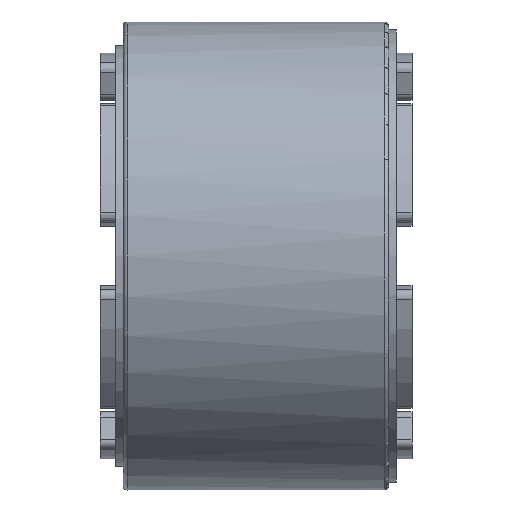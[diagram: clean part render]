
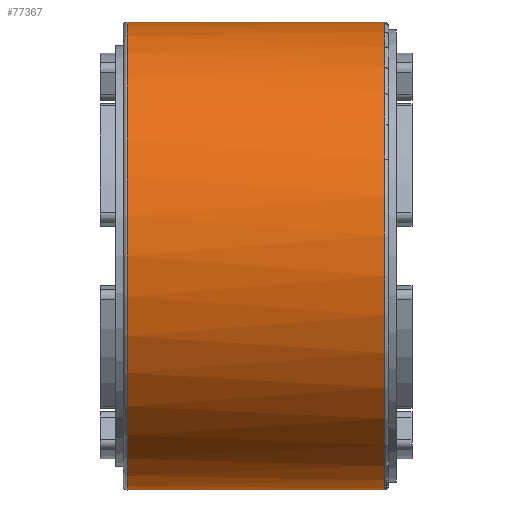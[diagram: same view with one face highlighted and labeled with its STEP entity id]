
A CAD part, left-side view. The second image highlights one B-rep face of the part: STEP entity #77367.
In plain terms, the highlighted cylindrical face has radius 30 mm (diameter 60 mm), a full revolution.
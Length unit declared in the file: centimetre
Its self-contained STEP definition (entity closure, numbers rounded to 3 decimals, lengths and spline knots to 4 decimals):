
#4898=B_SPLINE_CURVE_WITH_KNOTS('',3,(#106791,#106792,#106793,#106794,#106795,
#106796,#106797,#106798,#106799,#106800,#106801,#106802,#106803,#106804,
#106805,#106806,#106807,#106808,#106809,#106810,#106811,#106812,#106813),
 .UNSPECIFIED.,.F.,.U.,(4,2,2,2,2,2,2,2,2,3,4),(-3.245,-2.8844,
-2.5238,-2.1632,-1.8027,-1.4422,
-1.0817,-0.7212,-0.3606,0.,0.3606),
 .UNSPECIFIED.);
#4899=B_SPLINE_CURVE_WITH_KNOTS('',3,(#106815,#106816,#106817,#106818,#106819,
#106820,#106821,#106822,#106823,#106824,#106825,#106826,#106827,#106828,
#106829,#106830,#106831,#106832,#106833,#106834,#106835,#106836,#106837),
 .UNSPECIFIED.,.F.,.U.,(4,2,2,2,2,2,2,2,2,3,4),(-3.245,-2.8844,
-2.5238,-2.1632,-1.8027,-1.4422,
-1.0817,-0.7212,-0.3606,0.,0.3606),
 .UNSPECIFIED.);
#6636=VECTOR('',#88627,1.);
#6637=VECTOR('',#88628,1.);
#13972=LINE('',#106789,#6636);
#13973=LINE('',#106839,#6637);
#21308=CYLINDRICAL_SURFACE('',#81893,3.);
#22535=VERTEX_POINT('',#106784);
#22536=VERTEX_POINT('',#106787);
#22537=VERTEX_POINT('',#106788);
#22538=VERTEX_POINT('',#106790);
#22539=VERTEX_POINT('',#106814);
#22540=VERTEX_POINT('',#106838);
#30021=CIRCLE('',#81892,3.);
#30022=CIRCLE('',#81894,3.);
#32564=EDGE_CURVE('',#22535,#22535,#30021,.T.);
#32565=EDGE_CURVE('',#22536,#22537,#30022,.T.);
#32566=EDGE_CURVE('',#22536,#22538,#13972,.T.);
#32567=EDGE_CURVE('',#22538,#22539,#4898,.T.);
#32568=EDGE_CURVE('',#22539,#22540,#4899,.T.);
#32569=EDGE_CURVE('',#22540,#22537,#13973,.T.);
#44200=ORIENTED_EDGE('',*,*,#32565,.F.);
#44201=ORIENTED_EDGE('',*,*,#32566,.T.);
#44202=ORIENTED_EDGE('',*,*,#32567,.T.);
#44203=ORIENTED_EDGE('',*,*,#32568,.T.);
#44204=ORIENTED_EDGE('',*,*,#32569,.T.);
#44205=ORIENTED_EDGE('',*,*,#32564,.F.);
#67470=EDGE_LOOP('',(#44200,#44201,#44202,#44203,#44204));
#67471=EDGE_LOOP('',(#44205));
#72419=FACE_BOUND('',#67470,.T.);
#72420=FACE_BOUND('',#67471,.T.);
#77367=ADVANCED_FACE('',(#72419,#72420),#21308,.T.);
#81892=AXIS2_PLACEMENT_3D('',#106783,#88621,#88622);
#81893=AXIS2_PLACEMENT_3D('',#106785,#88623,#88624);
#81894=AXIS2_PLACEMENT_3D('',#106786,#88625,#88626);
#88621=DIRECTION('',(0.,1.,0.));
#88622=DIRECTION('',(-3.,0.,0.));
#88623=DIRECTION('',(0.,1.,0.));
#88624=DIRECTION('',(3.,0.,0.));
#88625=DIRECTION('',(0.,-1.,0.));
#88626=DIRECTION('',(-3.,0.,0.));
#88627=DIRECTION('',(0.,1.,0.));
#88628=DIRECTION('',(0.,-1.,0.));
#106783=CARTESIAN_POINT('',(0.,1.65,0.));
#106784=CARTESIAN_POINT('',(3.,1.65,0.));
#106785=CARTESIAN_POINT('',(0.,-1.7,0.));
#106786=CARTESIAN_POINT('',(0.,-1.65,0.));
#106787=CARTESIAN_POINT('',(2.8456,-1.65,0.95));
#106788=CARTESIAN_POINT('',(2.8456,-1.65,-0.95));
#106789=CARTESIAN_POINT('',(2.8456,-0.9,0.95));
#106790=CARTESIAN_POINT('',(2.8456,-0.1,0.95));
#106791=CARTESIAN_POINT('',(2.8689,-0.4647,0.8772));
#106792=CARTESIAN_POINT('',(2.854,-0.3478,0.9258));
#106793=CARTESIAN_POINT('',(2.8456,-0.2202,0.95));
#106794=CARTESIAN_POINT('',(2.8456,0.0202,0.95));
#106795=CARTESIAN_POINT('',(2.854,0.1478,0.9258));
#106796=CARTESIAN_POINT('',(2.8837,0.3816,0.8286));
#106797=CARTESIAN_POINT('',(2.9045,0.4879,0.7556));
#106798=CARTESIAN_POINT('',(2.9431,0.6556,0.5879));
#106799=CARTESIAN_POINT('',(2.9634,0.7286,0.4816));
#106800=CARTESIAN_POINT('',(2.9921,0.8258,0.2478));
#106801=CARTESIAN_POINT('',(3.,0.85,0.1202));
#106802=CARTESIAN_POINT('',(3.,0.85,-0.1202));
#106803=CARTESIAN_POINT('',(2.9921,0.8258,-0.2478));
#106804=CARTESIAN_POINT('',(2.9634,0.7286,-0.4816));
#106805=CARTESIAN_POINT('',(2.9431,0.6556,-0.5879));
#106806=CARTESIAN_POINT('',(2.9045,0.4879,-0.7556));
#106807=CARTESIAN_POINT('',(2.8837,0.3816,-0.8286));
#106808=CARTESIAN_POINT('',(2.854,0.1478,-0.9258));
#106809=CARTESIAN_POINT('',(2.8456,0.0202,-0.95));
#106810=CARTESIAN_POINT('',(2.8456,-0.1,-0.95));
#106811=CARTESIAN_POINT('',(2.8456,-0.2202,-0.95));
#106812=CARTESIAN_POINT('',(2.854,-0.3478,-0.9258));
#106813=CARTESIAN_POINT('',(2.8689,-0.4647,-0.8772));
#106814=CARTESIAN_POINT('',(3.,0.85,0.));
#106815=CARTESIAN_POINT('',(2.8689,-0.4647,0.8772));
#106816=CARTESIAN_POINT('',(2.854,-0.3478,0.9258));
#106817=CARTESIAN_POINT('',(2.8456,-0.2202,0.95));
#106818=CARTESIAN_POINT('',(2.8456,0.0202,0.95));
#106819=CARTESIAN_POINT('',(2.854,0.1478,0.9258));
#106820=CARTESIAN_POINT('',(2.8837,0.3816,0.8286));
#106821=CARTESIAN_POINT('',(2.9045,0.4879,0.7556));
#106822=CARTESIAN_POINT('',(2.9431,0.6556,0.5879));
#106823=CARTESIAN_POINT('',(2.9634,0.7286,0.4816));
#106824=CARTESIAN_POINT('',(2.9921,0.8258,0.2478));
#106825=CARTESIAN_POINT('',(3.,0.85,0.1202));
#106826=CARTESIAN_POINT('',(3.,0.85,-0.1202));
#106827=CARTESIAN_POINT('',(2.9921,0.8258,-0.2478));
#106828=CARTESIAN_POINT('',(2.9634,0.7286,-0.4816));
#106829=CARTESIAN_POINT('',(2.9431,0.6556,-0.5879));
#106830=CARTESIAN_POINT('',(2.9045,0.4879,-0.7556));
#106831=CARTESIAN_POINT('',(2.8837,0.3816,-0.8286));
#106832=CARTESIAN_POINT('',(2.854,0.1478,-0.9258));
#106833=CARTESIAN_POINT('',(2.8456,0.0202,-0.95));
#106834=CARTESIAN_POINT('',(2.8456,-0.1,-0.95));
#106835=CARTESIAN_POINT('',(2.8456,-0.2202,-0.95));
#106836=CARTESIAN_POINT('',(2.854,-0.3478,-0.9258));
#106837=CARTESIAN_POINT('',(2.8689,-0.4647,-0.8772));
#106838=CARTESIAN_POINT('',(2.8456,-0.1,-0.95));
#106839=CARTESIAN_POINT('',(2.8456,-0.9,-0.95));
